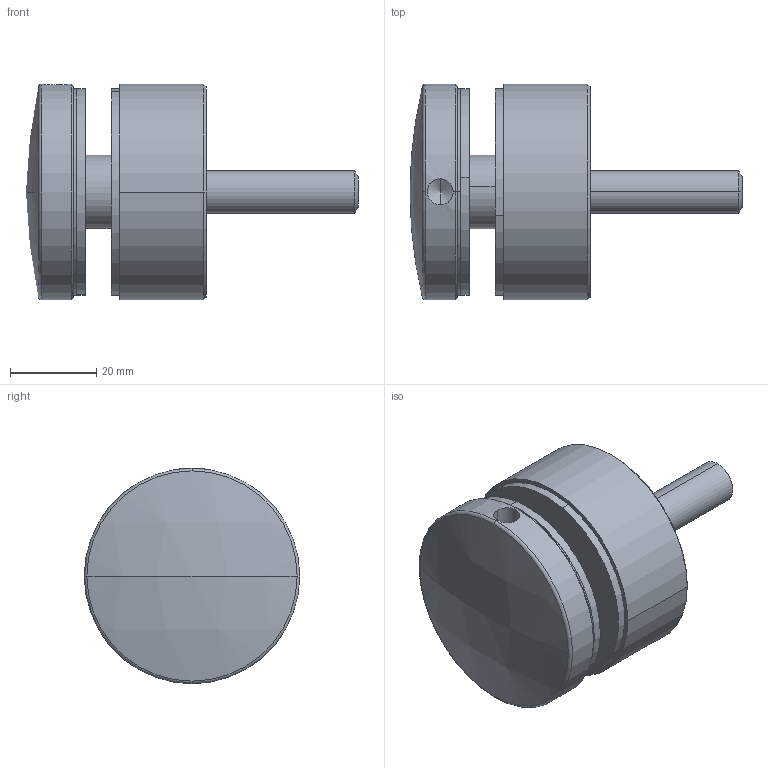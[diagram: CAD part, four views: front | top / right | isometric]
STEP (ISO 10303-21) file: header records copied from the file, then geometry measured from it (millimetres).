
FILE_DESCRIPTION (( 'STEP AP203' ), '1' );
FILE_NAME ('A-0747-200.STEP', '2024-06-10T10:59:27', ( '' ), ( '' ), 'SwSTEP 2.0', 'SolidWorks 2019', '' );
FILE_SCHEMA (( 'CONFIG_CONTROL_DESIGN' ));
Length unit declared in the file: millimetre
Products named in the file (7): A-0747-200.P1; A-0747-200.P3; A-0747-200; A-0747-200.P4; A-0747-200.P5; A-0747-200.P2; DIN 913_SKRUTKA M10X50
Assembly tree (6 placements, depth 2):
  A-0747-200
    A-0747-200.P1
    A-0747-200.P2
    A-0747-200.P3
    A-0747-200.P4
    DIN 913_SKRUTKA M10X50
    A-0747-200.P5
Bounding box: 77 x 50 x 50 mm (x, y, z)
Volume: 43263.7 mm3; surface area: 29256.5 mm2
Topology: 6 solids, 6 shells, 79 faces, 167 edges, 101 vertices
Faces by surface type: cylinder 30, cone 22, plane 21, torus 4, sphere 2
Entity records: 2918 total; most frequent: DIRECTION 423, CARTESIAN_POINT 420, ORIENTED_EDGE 326, AXIS2_PLACEMENT_3D 176, EDGE_CURVE 163, VERTEX_POINT 101, EDGE_LOOP 92, CIRCLE 88
